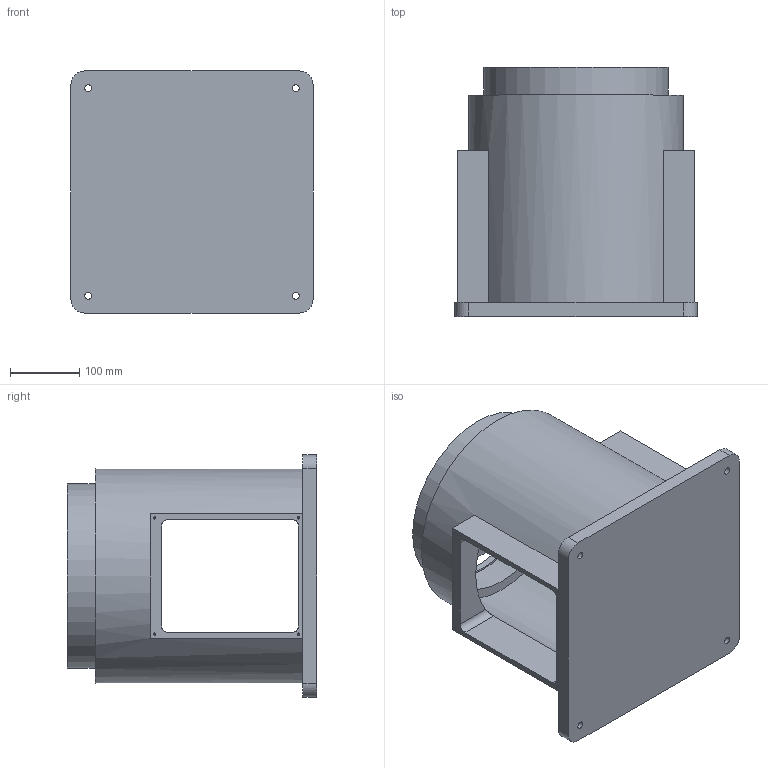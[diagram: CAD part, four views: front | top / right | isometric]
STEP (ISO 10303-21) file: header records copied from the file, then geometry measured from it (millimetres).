
FILE_DESCRIPTION(/* description */ (''),/* implementation_level */ '2;1');
FILE_NAME(/* name */ '',/* time_stamp */ '2023-12-28T10:10:31+07:00',/* author */ ('daveb'),/* organization */ (''),/* preprocessor_version */ 'ST-DEVELOPER v19.2',/* originating_system */ 'Autodesk Inventor 2024',/* authorisation */ '');
FILE_SCHEMA (('AUTOMOTIVE_DESIGN { 1 0 10303 214 3 1 1 }'));
Length unit declared in the file: millimetre
Products named in the file (1): [K0]Đế
Bounding box: 350 x 360 x 350 mm (x, y, z)
Volume: 6834830.2 mm3; surface area: 966552.3 mm2
Topology: 1 solids, 1 shells, 68 faces, 178 edges, 116 vertices
Faces by surface type: cylinder 33, plane 27, cone 8
Full cylindrical faces by diameter (mm): 3.242 x8, 10.106 x4, 100 x1, 250 x1, 266 x1, 280 x1, 310 x1
Entity records: 2193 total; most frequent: CARTESIAN_POINT 427, DIRECTION 368, ORIENTED_EDGE 340, EDGE_CURVE 170, AXIS2_PLACEMENT_3D 137, VERTEX_POINT 116, EDGE_LOOP 94, LINE 94
